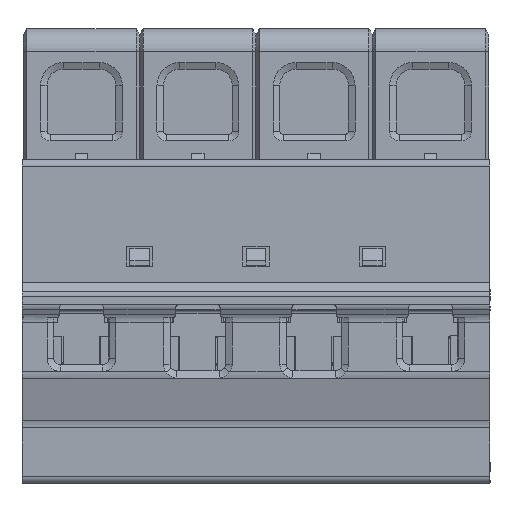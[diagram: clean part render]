
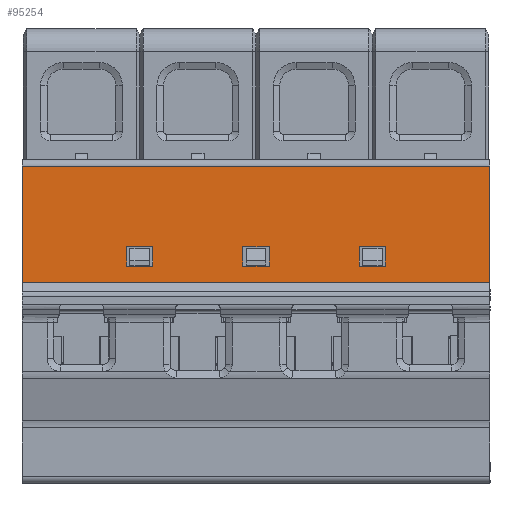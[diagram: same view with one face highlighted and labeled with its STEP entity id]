
A CAD part, left-side view. The second image highlights one B-rep face of the part: STEP entity #95254.
In plain terms, the highlighted planar face has unit normal (-1, 0, 0).
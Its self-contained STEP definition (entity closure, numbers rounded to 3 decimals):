
#76=DIRECTION('',(0.,0.,1.));
#77=VECTOR('',#76,17.8);
#78=CARTESIAN_POINT('',(0.,0.,25.2));
#79=LINE('',#78,#77);
#4369=DIRECTION('',(0.,0.,1.));
#4370=VECTOR('',#4369,17.8);
#4371=CARTESIAN_POINT('',(0.,71.6,25.2));
#4372=LINE('',#4371,#4370);
#4373=DIRECTION('',(0.,0.,1.));
#4374=VECTOR('',#4373,3.);
#4375=CARTESIAN_POINT('',(0.,33.8,27.7));
#4376=LINE('',#4375,#4374);
#4377=DIRECTION('',(0.,1.,0.));
#4378=VECTOR('',#4377,4.);
#4379=CARTESIAN_POINT('',(0.,33.8,30.7));
#4380=LINE('',#4379,#4378);
#4381=DIRECTION('',(0.,0.,-1.));
#4382=VECTOR('',#4381,3.);
#4383=CARTESIAN_POINT('',(0.,37.8,30.7));
#4384=LINE('',#4383,#4382);
#4385=DIRECTION('',(0.,-1.,0.));
#4386=VECTOR('',#4385,4.);
#4387=CARTESIAN_POINT('',(0.,37.8,27.7));
#4388=LINE('',#4387,#4386);
#4389=DIRECTION('',(0.,1.,0.));
#4390=VECTOR('',#4389,4.);
#4391=CARTESIAN_POINT('',(0.,16.,30.7));
#4392=LINE('',#4391,#4390);
#4393=DIRECTION('',(0.,0.,-1.));
#4394=VECTOR('',#4393,3.);
#4395=CARTESIAN_POINT('',(0.,20.,30.7));
#4396=LINE('',#4395,#4394);
#4397=DIRECTION('',(0.,0.,-1.));
#4398=VECTOR('',#4397,3.);
#4399=CARTESIAN_POINT('',(0.,55.6,30.7));
#4400=LINE('',#4399,#4398);
#4401=DIRECTION('',(0.,-1.,0.));
#4402=VECTOR('',#4401,4.);
#4403=CARTESIAN_POINT('',(0.,55.6,27.7));
#4404=LINE('',#4403,#4402);
#4405=DIRECTION('',(0.,1.,0.));
#4406=VECTOR('',#4405,71.6);
#4407=CARTESIAN_POINT('',(0.,0.,43.));
#4408=LINE('',#4407,#4406);
#15430=DIRECTION('',(0.,1.,0.));
#15431=VECTOR('',#15430,71.6);
#15432=CARTESIAN_POINT('',(0.,0.,25.2));
#15433=LINE('',#15432,#15431);
#30130=DIRECTION('',(0.,-1.,0.));
#30131=VECTOR('',#30130,4.);
#30132=CARTESIAN_POINT('',(0.,55.6,30.7));
#30133=LINE('',#30132,#30131);
#30146=DIRECTION('',(0.,0.,-1.));
#30147=VECTOR('',#30146,3.);
#30148=CARTESIAN_POINT('',(0.,51.6,30.7));
#30149=LINE('',#30148,#30147);
#31000=DIRECTION('',(0.,1.,0.));
#31001=VECTOR('',#31000,4.);
#31002=CARTESIAN_POINT('',(0.,16.,27.7));
#31003=LINE('',#31002,#31001);
#31008=DIRECTION('',(0.,0.,-1.));
#31009=VECTOR('',#31008,3.);
#31010=CARTESIAN_POINT('',(0.,16.,30.7));
#31011=LINE('',#31010,#31009);
#81824=CARTESIAN_POINT('',(0.,0.,43.));
#81826=VERTEX_POINT('',#81824);
#82708=CARTESIAN_POINT('',(0.,71.6,43.));
#82709=VERTEX_POINT('',#82708);
#83768=CARTESIAN_POINT('',(0.,33.8,27.7));
#83769=CARTESIAN_POINT('',(0.,33.8,30.7));
#83770=VERTEX_POINT('',#83768);
#83771=VERTEX_POINT('',#83769);
#83772=CARTESIAN_POINT('',(0.,37.8,30.7));
#83773=VERTEX_POINT('',#83772);
#83774=CARTESIAN_POINT('',(0.,37.8,27.7));
#83775=VERTEX_POINT('',#83774);
#83776=CARTESIAN_POINT('',(0.,16.,30.7));
#83777=CARTESIAN_POINT('',(0.,16.,27.7));
#83778=VERTEX_POINT('',#83776);
#83779=VERTEX_POINT('',#83777);
#83780=CARTESIAN_POINT('',(0.,20.,30.7));
#83781=VERTEX_POINT('',#83780);
#83782=CARTESIAN_POINT('',(0.,20.,27.7));
#83783=VERTEX_POINT('',#83782);
#83784=CARTESIAN_POINT('',(0.,55.6,30.7));
#83785=CARTESIAN_POINT('',(0.,55.6,27.7));
#83786=VERTEX_POINT('',#83784);
#83787=VERTEX_POINT('',#83785);
#83788=CARTESIAN_POINT('',(0.,51.6,27.7));
#83789=VERTEX_POINT('',#83788);
#83790=CARTESIAN_POINT('',(0.,51.6,30.7));
#83791=VERTEX_POINT('',#83790);
#86506=CARTESIAN_POINT('',(0.,0.,25.2));
#86507=CARTESIAN_POINT('',(0.,71.6,25.2));
#86508=VERTEX_POINT('',#86506);
#86509=VERTEX_POINT('',#86507);
#95211=CARTESIAN_POINT('',(0.,35.8,-5.5));
#95212=DIRECTION('',(-1.,0.,0.));
#95213=DIRECTION('',(0.,0.,1.));
#95214=AXIS2_PLACEMENT_3D('',#95211,#95212,#95213);
#95215=PLANE('',#95214);
#95216=ORIENTED_EDGE('',*,*,#94315,.T.);
#95218=ORIENTED_EDGE('',*,*,#95217,.F.);
#95219=ORIENTED_EDGE('',*,*,#92666,.F.);
#95221=ORIENTED_EDGE('',*,*,#95220,.T.);
#95222=EDGE_LOOP('',(#95216,#95218,#95219,#95221));
#95223=FACE_OUTER_BOUND('',#95222,.F.);
#95225=ORIENTED_EDGE('',*,*,#95224,.T.);
#95227=ORIENTED_EDGE('',*,*,#95226,.T.);
#95229=ORIENTED_EDGE('',*,*,#95228,.T.);
#95231=ORIENTED_EDGE('',*,*,#95230,.T.);
#95232=EDGE_LOOP('',(#95225,#95227,#95229,#95231));
#95233=FACE_BOUND('',#95232,.F.);
#95235=ORIENTED_EDGE('',*,*,#95234,.F.);
#95237=ORIENTED_EDGE('',*,*,#95236,.T.);
#95239=ORIENTED_EDGE('',*,*,#95238,.T.);
#95241=ORIENTED_EDGE('',*,*,#95240,.F.);
#95242=EDGE_LOOP('',(#95235,#95237,#95239,#95241));
#95243=FACE_BOUND('',#95242,.F.);
#95245=ORIENTED_EDGE('',*,*,#95244,.T.);
#95247=ORIENTED_EDGE('',*,*,#95246,.T.);
#95249=ORIENTED_EDGE('',*,*,#95248,.F.);
#95251=ORIENTED_EDGE('',*,*,#95250,.F.);
#95252=EDGE_LOOP('',(#95245,#95247,#95249,#95251));
#95253=FACE_BOUND('',#95252,.F.);
#95254=ADVANCED_FACE('',(#95223,#95233,#95243,#95253),#95215,.T.);
#92666=EDGE_CURVE('',#86508,#81826,#79,.T.);
#94315=EDGE_CURVE('',#86509,#82709,#4372,.T.);
#95217=EDGE_CURVE('',#81826,#82709,#4408,.T.);
#95220=EDGE_CURVE('',#86508,#86509,#15433,.T.);
#95224=EDGE_CURVE('',#83770,#83771,#4376,.T.);
#95226=EDGE_CURVE('',#83771,#83773,#4380,.T.);
#95228=EDGE_CURVE('',#83773,#83775,#4384,.T.);
#95230=EDGE_CURVE('',#83775,#83770,#4388,.T.);
#95234=EDGE_CURVE('',#83778,#83779,#31011,.T.);
#95236=EDGE_CURVE('',#83778,#83781,#4392,.T.);
#95238=EDGE_CURVE('',#83781,#83783,#4396,.T.);
#95240=EDGE_CURVE('',#83779,#83783,#31003,.T.);
#95244=EDGE_CURVE('',#83786,#83787,#4400,.T.);
#95246=EDGE_CURVE('',#83787,#83789,#4404,.T.);
#95248=EDGE_CURVE('',#83791,#83789,#30149,.T.);
#95250=EDGE_CURVE('',#83786,#83791,#30133,.T.);
